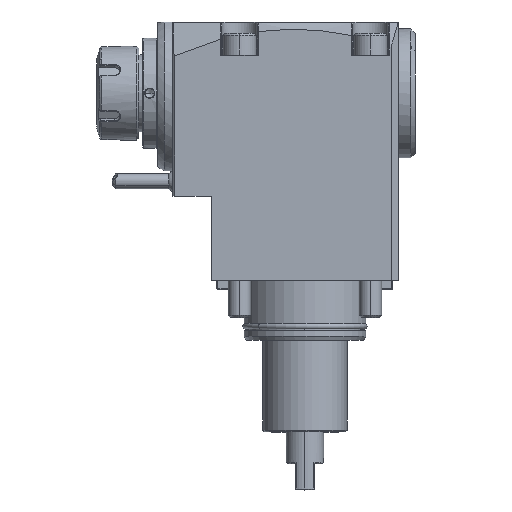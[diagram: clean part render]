
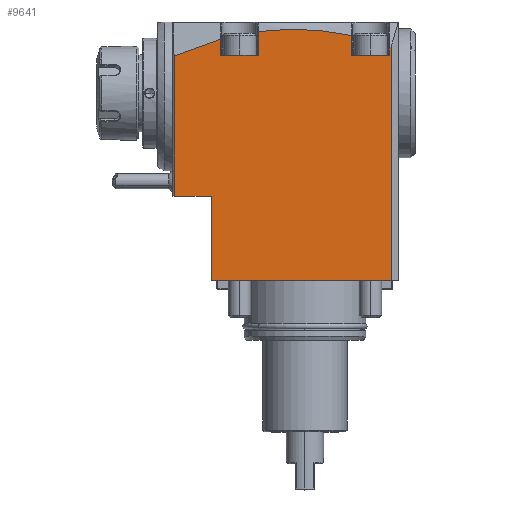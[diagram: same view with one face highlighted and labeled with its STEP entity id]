
A CAD part, top view. The second image highlights one B-rep face of the part: STEP entity #9641.
In plain terms, the highlighted planar face has unit normal (0, 0, 1).
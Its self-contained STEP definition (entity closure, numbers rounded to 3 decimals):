
#14=DIRECTION('',(-1.,0.,0.));
#15=VECTOR('',#14,96.);
#16=CARTESIAN_POINT('',(116.7,0.,47.));
#17=LINE('',#16,#15);
#297=CARTESIAN_POINT('',(116.7,124.598,47.));
#303=DIRECTION('',(0.,-1.,0.));
#304=VECTOR('',#303,124.598);
#305=CARTESIAN_POINT('',(116.7,124.598,47.));
#306=LINE('',#305,#304);
#307=DIRECTION('',(0.,1.,0.));
#308=VECTOR('',#307,45.);
#309=CARTESIAN_POINT('',(20.7,0.,47.));
#310=LINE('',#309,#308);
#311=DIRECTION('',(1.,0.,0.));
#312=VECTOR('',#311,19.7);
#313=CARTESIAN_POINT('',(1.,45.,47.));
#314=LINE('',#313,#312);
#315=CARTESIAN_POINT('',(25.665,128.792,47.));
#316=CARTESIAN_POINT('',(17.207,126.47,47.));
#317=CARTESIAN_POINT('',(8.997,123.459,47.));
#318=CARTESIAN_POINT('',(1.,119.859,47.));
#320=DIRECTION('',(-0.268,0.963,0.));
#321=VECTOR('',#320,0.132);
#322=CARTESIAN_POINT('',(25.7,128.664,47.));
#323=LINE('',#322,#321);
#324=DIRECTION('',(0.,1.,0.));
#325=VECTOR('',#324,8.664);
#326=CARTESIAN_POINT('',(25.7,120.,47.));
#327=LINE('',#326,#325);
#328=DIRECTION('',(0.001,-1.,0.));
#329=VECTOR('',#328,12.874);
#330=CARTESIAN_POINT('',(45.691,132.874,47.));
#331=LINE('',#330,#329);
#332=CARTESIAN_POINT('',(45.7,132.875,47.));
#333=CARTESIAN_POINT('',(46.8,133.021,47.));
#334=CARTESIAN_POINT('',(49.004,133.29,47.));
#335=CARTESIAN_POINT('',(52.326,133.616,47.));
#336=CARTESIAN_POINT('',(55.649,133.865,47.));
#337=CARTESIAN_POINT('',(58.974,134.036,47.));
#338=CARTESIAN_POINT('',(62.302,134.13,47.));
#339=CARTESIAN_POINT('',(65.633,134.146,47.));
#340=CARTESIAN_POINT('',(68.966,134.084,47.));
#341=CARTESIAN_POINT('',(72.297,133.944,47.));
#342=CARTESIAN_POINT('',(75.631,133.726,47.));
#343=CARTESIAN_POINT('',(78.966,133.429,47.));
#344=CARTESIAN_POINT('',(82.303,133.054,47.));
#345=CARTESIAN_POINT('',(85.643,132.6,47.));
#346=CARTESIAN_POINT('',(88.989,132.067,47.));
#347=CARTESIAN_POINT('',(92.341,131.454,47.));
#348=CARTESIAN_POINT('',(94.58,130.991,47.));
#349=CARTESIAN_POINT('',(95.7,130.747,47.));
#351=DIRECTION('',(0.,1.,0.));
#352=VECTOR('',#351,10.747);
#353=CARTESIAN_POINT('',(95.7,120.,47.));
#354=LINE('',#353,#352);
#355=DIRECTION('',(0.,-1.,0.));
#356=VECTOR('',#355,4.782);
#357=CARTESIAN_POINT('',(115.7,124.782,47.));
#358=LINE('',#357,#356);
#359=DIRECTION('',(-0.273,-0.962,0.));
#360=VECTOR('',#359,0.17);
#361=CARTESIAN_POINT('',(115.746,124.945,47.));
#362=LINE('',#361,#360);
#363=CARTESIAN_POINT('',(115.746,124.945,47.));
#364=CARTESIAN_POINT('',(116.065,124.83,47.));
#365=CARTESIAN_POINT('',(116.382,124.715,47.));
#366=CARTESIAN_POINT('',(116.7,124.598,47.));
#425=CARTESIAN_POINT('',(1.,119.859,47.));
#430=DIRECTION('',(0.,-1.,0.));
#431=VECTOR('',#430,74.859);
#432=CARTESIAN_POINT('',(1.,119.859,47.));
#433=LINE('',#432,#431);
#4499=DIRECTION('',(-1.,0.,0.));
#4500=VECTOR('',#4499,20.);
#4501=CARTESIAN_POINT('',(115.7,120.,47.));
#4502=LINE('',#4501,#4500);
#4584=DIRECTION('',(-1.,0.,0.));
#4585=VECTOR('',#4584,20.);
#4586=CARTESIAN_POINT('',(45.7,120.,47.));
#4587=LINE('',#4586,#4585);
#8105=VERTEX_POINT('',#425);
#8119=VERTEX_POINT('',#297);
#8136=CARTESIAN_POINT('',(25.7,128.664,47.));
#8137=CARTESIAN_POINT('',(25.665,128.792,47.));
#8138=VERTEX_POINT('',#8136);
#8139=VERTEX_POINT('',#8137);
#8146=CARTESIAN_POINT('',(115.746,124.945,47.));
#8147=VERTEX_POINT('',#8146);
#8150=CARTESIAN_POINT('',(45.691,132.874,47.));
#8151=CARTESIAN_POINT('',(45.7,120.,47.));
#8152=VERTEX_POINT('',#8150);
#8153=VERTEX_POINT('',#8151);
#8178=VERTEX_POINT('',#349);
#8181=CARTESIAN_POINT('',(115.7,120.,47.));
#8183=VERTEX_POINT('',#8181);
#8192=CARTESIAN_POINT('',(95.7,120.,47.));
#8194=VERTEX_POINT('',#8192);
#8197=CARTESIAN_POINT('',(115.7,124.782,47.));
#8198=VERTEX_POINT('',#8197);
#8201=CARTESIAN_POINT('',(25.7,120.,47.));
#8202=VERTEX_POINT('',#8201);
#9028=CARTESIAN_POINT('',(116.7,0.,47.));
#9029=VERTEX_POINT('',#9028);
#9039=CARTESIAN_POINT('',(20.7,0.,47.));
#9041=VERTEX_POINT('',#9039);
#9042=CARTESIAN_POINT('',(20.7,45.,47.));
#9043=VERTEX_POINT('',#9042);
#9044=CARTESIAN_POINT('',(1.,45.,47.));
#9045=VERTEX_POINT('',#9044);
#9604=CARTESIAN_POINT('',(0.,138.,47.));
#9605=DIRECTION('',(0.,0.,1.));
#9606=DIRECTION('',(0.,-1.,0.));
#9607=AXIS2_PLACEMENT_3D('',#9604,#9605,#9606);
#9608=PLANE('',#9607);
#9609=ORIENTED_EDGE('',*,*,#9595,.T.);
#9610=ORIENTED_EDGE('',*,*,#9225,.T.);
#9612=ORIENTED_EDGE('',*,*,#9611,.T.);
#9614=ORIENTED_EDGE('',*,*,#9613,.F.);
#9616=ORIENTED_EDGE('',*,*,#9615,.F.);
#9618=ORIENTED_EDGE('',*,*,#9617,.F.);
#9620=ORIENTED_EDGE('',*,*,#9619,.F.);
#9622=ORIENTED_EDGE('',*,*,#9621,.F.);
#9624=ORIENTED_EDGE('',*,*,#9623,.F.);
#9626=ORIENTED_EDGE('',*,*,#9625,.F.);
#9628=ORIENTED_EDGE('',*,*,#9627,.T.);
#9630=ORIENTED_EDGE('',*,*,#9629,.F.);
#9632=ORIENTED_EDGE('',*,*,#9631,.F.);
#9634=ORIENTED_EDGE('',*,*,#9633,.F.);
#9636=ORIENTED_EDGE('',*,*,#9635,.F.);
#9638=ORIENTED_EDGE('',*,*,#9637,.T.);
#9639=EDGE_LOOP('',(#9609,#9610,#9612,#9614,#9616,#9618,#9620,#9622,#9624,#9626,
#9628,#9630,#9632,#9634,#9636,#9638));
#9640=FACE_OUTER_BOUND('',#9639,.F.);
#319=B_SPLINE_CURVE_WITH_KNOTS('',3,(#315,#316,#317,#318),.UNSPECIFIED.,.F.,.F.,
(4,4),(0.,1.),.UNSPECIFIED.);
#350=B_SPLINE_CURVE_WITH_KNOTS('',3,(#332,#333,#334,#335,#336,#337,#338,#339,
#340,#341,#342,#343,#344,#345,#346,#347,#348,#349),.UNSPECIFIED.,.F.,.F.,(4,1,1,
1,1,1,1,1,1,1,1,1,1,1,1,4),(0.,0.067,0.133,0.2,
0.267,0.333,0.4,0.467,0.533,
0.6,0.667,0.733,0.8,0.867,
0.933,1.),.UNSPECIFIED.);
#367=B_SPLINE_CURVE_WITH_KNOTS('',3,(#363,#364,#365,#366),.UNSPECIFIED.,.F.,.F.,
(4,4),(0.,1.),.UNSPECIFIED.);
#9225=EDGE_CURVE('',#9029,#9041,#17,.T.);
#9595=EDGE_CURVE('',#8119,#9029,#306,.T.);
#9611=EDGE_CURVE('',#9041,#9043,#310,.T.);
#9613=EDGE_CURVE('',#9045,#9043,#314,.T.);
#9615=EDGE_CURVE('',#8105,#9045,#433,.T.);
#9617=EDGE_CURVE('',#8139,#8105,#319,.T.);
#9619=EDGE_CURVE('',#8138,#8139,#323,.T.);
#9621=EDGE_CURVE('',#8202,#8138,#327,.T.);
#9623=EDGE_CURVE('',#8153,#8202,#4587,.T.);
#9625=EDGE_CURVE('',#8152,#8153,#331,.T.);
#9627=EDGE_CURVE('',#8152,#8178,#350,.T.);
#9629=EDGE_CURVE('',#8194,#8178,#354,.T.);
#9631=EDGE_CURVE('',#8183,#8194,#4502,.T.);
#9633=EDGE_CURVE('',#8198,#8183,#358,.T.);
#9635=EDGE_CURVE('',#8147,#8198,#362,.T.);
#9637=EDGE_CURVE('',#8147,#8119,#367,.T.);
#9641=ADVANCED_FACE('',(#9640),#9608,.T.);
